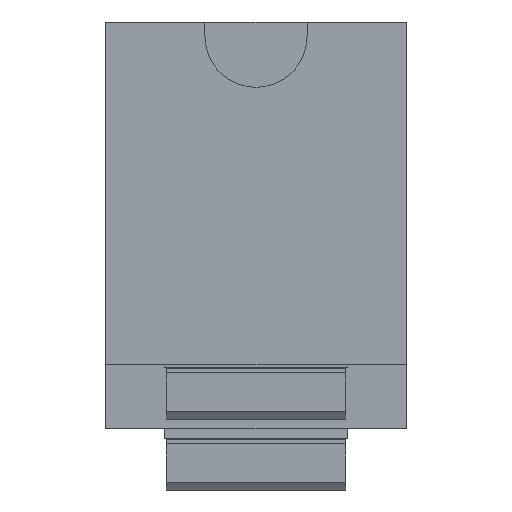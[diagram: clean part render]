
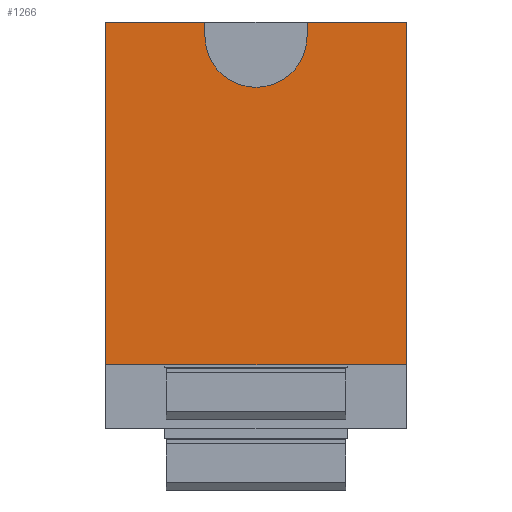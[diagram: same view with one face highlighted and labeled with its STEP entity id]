
A CAD part, top view. The second image highlights one B-rep face of the part: STEP entity #1266.
In plain terms, the highlighted planar face has unit normal (0, 0, 1).
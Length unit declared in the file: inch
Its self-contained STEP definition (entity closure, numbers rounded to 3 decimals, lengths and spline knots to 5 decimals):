
#23 = LINE ( 'NONE', #1427, #576 ) ;
#34 = DIRECTION ( 'NONE',  ( 1., 0., 0. ) ) ;
#36 = VERTEX_POINT ( 'NONE', #1331 ) ;
#41 = VERTEX_POINT ( 'NONE', #777 ) ;
#83 = VECTOR ( 'NONE', #539, 39.37008 ) ;
#91 = CARTESIAN_POINT ( 'NONE',  ( 1.39862, -0.09888, 1.07315 ) ) ;
#115 = VERTEX_POINT ( 'NONE', #293 ) ;
#128 = EDGE_CURVE ( 'NONE', #1675, #765, #339, .T. ) ;
#135 = VECTOR ( 'NONE', #437, 39.37008 ) ;
#144 = DIRECTION ( 'NONE',  ( 1., 0., 0. ) ) ;
#172 = DIRECTION ( 'NONE',  ( 1., 0., 0. ) ) ;
#215 = EDGE_CURVE ( 'NONE', #442, #1114, #23, .T. ) ;
#293 = CARTESIAN_POINT ( 'NONE',  ( 2.08858, -2.37874, 1.07315 ) ) ;
#305 = EDGE_CURVE ( 'NONE', #36, #41, #1494, .T. ) ;
#339 = CIRCLE ( 'NONE', #756, 0.35433 ) ;
#343 = AXIS2_PLACEMENT_3D ( 'NONE', #1211, #385, #959 ) ;
#345 = ORIENTED_EDGE ( 'NONE', *, *, #128, .T. ) ;
#369 = CARTESIAN_POINT ( 'NONE',  ( 0., 0., 1.07315 ) ) ;
#385 = DIRECTION ( 'NONE',  ( 0., 0., 1. ) ) ;
#437 = DIRECTION ( 'NONE',  ( 0., 1., 0. ) ) ;
#442 = VERTEX_POINT ( 'NONE', #515 ) ;
#451 = ORIENTED_EDGE ( 'NONE', *, *, #215, .T. ) ;
#515 = CARTESIAN_POINT ( 'NONE',  ( 2.08858, 0., 1.07315 ) ) ;
#517 = VERTEX_POINT ( 'NONE', #1580 ) ;
#531 = LINE ( 'NONE', #689, #83 ) ;
#539 = DIRECTION ( 'NONE',  ( 0., -1., 0. ) ) ;
#576 = VECTOR ( 'NONE', #732, 39.37008 ) ;
#589 = CARTESIAN_POINT ( 'NONE',  ( 0., -2.37874, 1.07315 ) ) ;
#593 = ORIENTED_EDGE ( 'NONE', *, *, #1252, .T. ) ;
#599 = CARTESIAN_POINT ( 'NONE',  ( 1.04429, -0.09888, 1.07315 ) ) ;
#602 = EDGE_LOOP ( 'NONE', ( #805, #451, #1120, #345, #593, #809, #931, #1175, #1284, #797 ) ) ;
#627 = CARTESIAN_POINT ( 'NONE',  ( 0., 0., 1.07315 ) ) ;
#652 = PLANE ( 'NONE',  #343 ) ;
#684 = EDGE_CURVE ( 'NONE', #517, #742, #1620, .T. ) ;
#689 = CARTESIAN_POINT ( 'NONE',  ( 1.39862, 0., 1.07315 ) ) ;
#732 = DIRECTION ( 'NONE',  ( -1., 0., 0. ) ) ;
#742 = VERTEX_POINT ( 'NONE', #1481 ) ;
#756 = AXIS2_PLACEMENT_3D ( 'NONE', #599, #1163, #34 ) ;
#757 = DIRECTION ( 'NONE',  ( 1., 0., 0. ) ) ;
#765 = VERTEX_POINT ( 'NONE', #908 ) ;
#777 = CARTESIAN_POINT ( 'NONE',  ( 1.67618, -2.37874, 1.07315 ) ) ;
#791 = CARTESIAN_POINT ( 'NONE',  ( 0.68996, 0., 1.07315 ) ) ;
#797 = ORIENTED_EDGE ( 'NONE', *, *, #1600, .T. ) ;
#805 = ORIENTED_EDGE ( 'NONE', *, *, #936, .T. ) ;
#809 = ORIENTED_EDGE ( 'NONE', *, *, #684, .T. ) ;
#861 = LINE ( 'NONE', #1394, #135 ) ;
#887 = CARTESIAN_POINT ( 'NONE',  ( 1.39862, 0., 1.07315 ) ) ;
#898 = CARTESIAN_POINT ( 'NONE',  ( 0., -2.37874, 1.07315 ) ) ;
#901 = CARTESIAN_POINT ( 'NONE',  ( 0., -2.37874, 1.07315 ) ) ;
#908 = CARTESIAN_POINT ( 'NONE',  ( 0.68996, -0.09888, 1.07315 ) ) ;
#918 = LINE ( 'NONE', #369, #1291 ) ;
#931 = ORIENTED_EDGE ( 'NONE', *, *, #1744, .T. ) ;
#936 = EDGE_CURVE ( 'NONE', #115, #442, #861, .T. ) ;
#959 = DIRECTION ( 'NONE',  ( 1., 0., 0. ) ) ;
#992 = CARTESIAN_POINT ( 'NONE',  ( 2.75589, -2.37874, 1.07315 ) ) ;
#999 = VECTOR ( 'NONE', #757, 39.37008 ) ;
#1096 = LINE ( 'NONE', #791, #1621 ) ;
#1114 = VERTEX_POINT ( 'NONE', #887 ) ;
#1120 = ORIENTED_EDGE ( 'NONE', *, *, #1467, .T. ) ;
#1163 = DIRECTION ( 'NONE',  ( 0., 0., -1. ) ) ;
#1175 = ORIENTED_EDGE ( 'NONE', *, *, #1452, .T. ) ;
#1211 = CARTESIAN_POINT ( 'NONE',  ( 0., 0., 1.07315 ) ) ;
#1252 = EDGE_CURVE ( 'NONE', #765, #517, #1096, .T. ) ;
#1266 = ADVANCED_FACE ( 'NONE', ( #1657 ), #652, .T. ) ;
#1280 = LINE ( 'NONE', #898, #1590 ) ;
#1284 = ORIENTED_EDGE ( 'NONE', *, *, #305, .T. ) ;
#1291 = VECTOR ( 'NONE', #1480, 39.37008 ) ;
#1320 = VECTOR ( 'NONE', #144, 39.37008 ) ;
#1331 = CARTESIAN_POINT ( 'NONE',  ( 0.4124, -2.37874, 1.07315 ) ) ;
#1345 = VECTOR ( 'NONE', #1450, 39.37008 ) ;
#1351 = DIRECTION ( 'NONE',  ( 0., 1., 0. ) ) ;
#1394 = CARTESIAN_POINT ( 'NONE',  ( 2.08858, 0., 1.07315 ) ) ;
#1427 = CARTESIAN_POINT ( 'NONE',  ( 0., 0., 1.07315 ) ) ;
#1450 = DIRECTION ( 'NONE',  ( -1., 0., 0. ) ) ;
#1452 = EDGE_CURVE ( 'NONE', #1663, #36, #1670, .T. ) ;
#1467 = EDGE_CURVE ( 'NONE', #1114, #1675, #531, .T. ) ;
#1480 = DIRECTION ( 'NONE',  ( 0., -1., 0. ) ) ;
#1481 = CARTESIAN_POINT ( 'NONE',  ( 0., 0., 1.07315 ) ) ;
#1494 = LINE ( 'NONE', #901, #999 ) ;
#1580 = CARTESIAN_POINT ( 'NONE',  ( 0.68996, 0., 1.07315 ) ) ;
#1590 = VECTOR ( 'NONE', #172, 39.37008 ) ;
#1600 = EDGE_CURVE ( 'NONE', #41, #115, #1280, .T. ) ;
#1620 = LINE ( 'NONE', #627, #1345 ) ;
#1621 = VECTOR ( 'NONE', #1351, 39.37008 ) ;
#1657 = FACE_OUTER_BOUND ( 'NONE', #602, .T. ) ;
#1663 = VERTEX_POINT ( 'NONE', #589 ) ;
#1670 = LINE ( 'NONE', #992, #1320 ) ;
#1675 = VERTEX_POINT ( 'NONE', #91 ) ;
#1744 = EDGE_CURVE ( 'NONE', #742, #1663, #918, .T. ) ;
